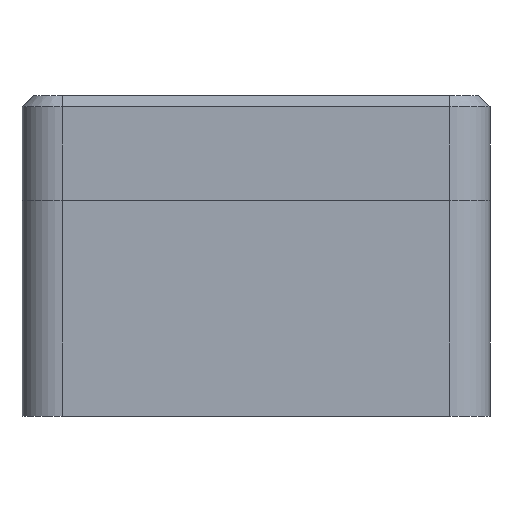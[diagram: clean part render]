
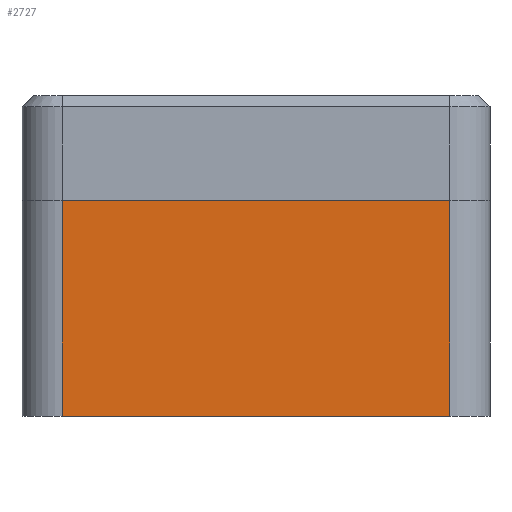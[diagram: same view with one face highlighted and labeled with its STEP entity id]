
A CAD part, left-side view. The second image highlights one B-rep face of the part: STEP entity #2727.
In plain terms, the highlighted planar face has unit normal (-1, 0, 0).
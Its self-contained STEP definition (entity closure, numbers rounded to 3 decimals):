
#104=PLANE('',#2971);
#297=FACE_OUTER_BOUND('',#490,.T.);
#490=EDGE_LOOP('',(#2118,#2119,#2120,#2121));
#709=LINE('',#4392,#918);
#713=LINE('',#4406,#922);
#714=LINE('',#4409,#923);
#715=LINE('',#4410,#924);
#918=VECTOR('',#3509,10.);
#922=VECTOR('',#3527,10.);
#923=VECTOR('',#3530,10.);
#924=VECTOR('',#3531,10.);
#1325=VERTEX_POINT('',#4383);
#1328=VERTEX_POINT('',#4390);
#1331=VERTEX_POINT('',#4404);
#1332=VERTEX_POINT('',#4408);
#1619=EDGE_CURVE('',#1325,#1328,#709,.F.);
#1626=EDGE_CURVE('',#1325,#1331,#713,.T.);
#1627=EDGE_CURVE('',#1331,#1332,#714,.T.);
#1628=EDGE_CURVE('',#1332,#1328,#715,.T.);
#2118=ORIENTED_EDGE('',*,*,#1627,.F.);
#2119=ORIENTED_EDGE('',*,*,#1626,.F.);
#2120=ORIENTED_EDGE('',*,*,#1619,.T.);
#2121=ORIENTED_EDGE('',*,*,#1628,.F.);
#2727=ADVANCED_FACE('',(#297),#104,.T.);
#2971=AXIS2_PLACEMENT_3D('',#4407,#3528,#3529);
#3509=DIRECTION('',(0.,1.,0.));
#3527=DIRECTION('',(0.,0.,1.));
#3528=DIRECTION('center_axis',(-1.,0.,0.));
#3529=DIRECTION('ref_axis',(0.,-1.,0.));
#3530=DIRECTION('',(0.,-1.,0.));
#3531=DIRECTION('',(0.,0.,-1.));
#4383=CARTESIAN_POINT('',(42.3,51.1,-1.6));
#4390=CARTESIAN_POINT('',(42.3,-2.951,-1.6));
#4392=CARTESIAN_POINT('',(42.3,39.587,-1.6));
#4404=CARTESIAN_POINT('',(42.3,51.1,28.5));
#4406=CARTESIAN_POINT('',(42.3,51.1,0.));
#4407=CARTESIAN_POINT('Origin',(42.3,55.1,0.));
#4408=CARTESIAN_POINT('',(42.3,-2.951,28.5));
#4409=CARTESIAN_POINT('',(42.3,39.587,28.5));
#4410=CARTESIAN_POINT('',(42.3,-2.951,0.));
